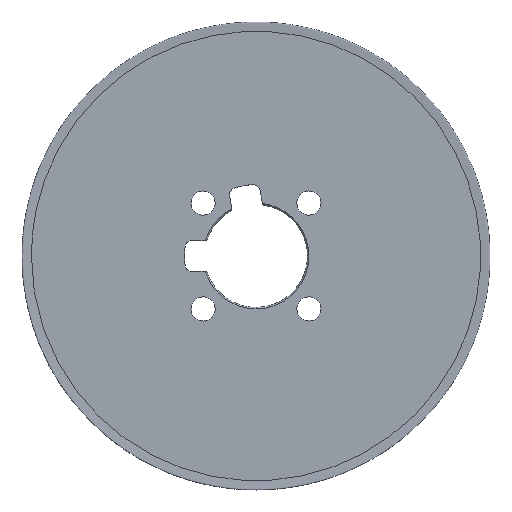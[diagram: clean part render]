
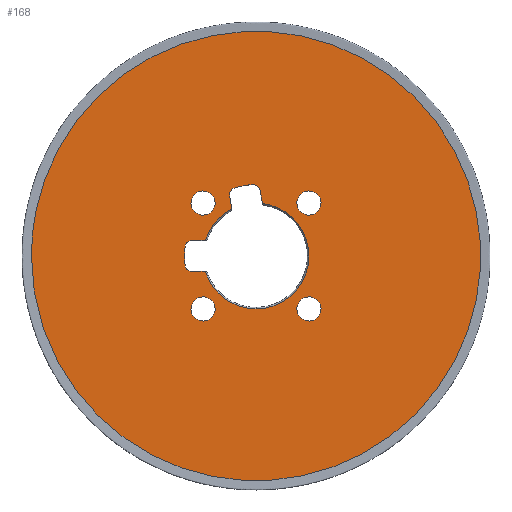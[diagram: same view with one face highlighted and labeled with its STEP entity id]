
A CAD part, top view. The second image highlights one B-rep face of the part: STEP entity #168.
In plain terms, the highlighted planar face has unit normal (0, 0, 1).
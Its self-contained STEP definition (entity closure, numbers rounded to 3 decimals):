
#168=ADVANCED_FACE('TB_SU_5',(#213,#214,#215,#216,#217,#218),#207,.T.);
#207=PLANE('',#901);
#213=FACE_BOUND('',#251,.T.);
#214=FACE_BOUND('',#252,.T.);
#215=FACE_BOUND('',#253,.T.);
#216=FACE_BOUND('',#254,.T.);
#217=FACE_BOUND('',#255,.T.);
#218=FACE_BOUND('',#256,.T.);
#251=EDGE_LOOP('',(#361,#362,#363,#364,#365,#366,#367,#368,#369,#370,#371,
#372,#373,#374,#375,#376,#377,#378));
#252=EDGE_LOOP('',(#379));
#253=EDGE_LOOP('',(#380));
#254=EDGE_LOOP('',(#381));
#255=EDGE_LOOP('',(#382));
#256=EDGE_LOOP('',(#383));
#313=LINE('',#1238,#337);
#314=LINE('',#1246,#338);
#315=LINE('',#1258,#339);
#316=LINE('',#1266,#340);
#337=VECTOR('',#1003,1.);
#338=VECTOR('',#1010,1.);
#339=VECTOR('',#1021,1.);
#340=VECTOR('',#1028,1.);
#361=ORIENTED_EDGE('',*,*,#607,.F.);
#362=ORIENTED_EDGE('',*,*,#608,.T.);
#363=ORIENTED_EDGE('',*,*,#609,.T.);
#364=ORIENTED_EDGE('',*,*,#610,.F.);
#365=ORIENTED_EDGE('',*,*,#611,.T.);
#366=ORIENTED_EDGE('',*,*,#612,.F.);
#367=ORIENTED_EDGE('',*,*,#613,.T.);
#368=ORIENTED_EDGE('',*,*,#614,.T.);
#369=ORIENTED_EDGE('',*,*,#615,.F.);
#370=ORIENTED_EDGE('',*,*,#616,.F.);
#371=ORIENTED_EDGE('',*,*,#617,.F.);
#372=ORIENTED_EDGE('',*,*,#618,.T.);
#373=ORIENTED_EDGE('',*,*,#619,.T.);
#374=ORIENTED_EDGE('',*,*,#620,.F.);
#375=ORIENTED_EDGE('',*,*,#621,.T.);
#376=ORIENTED_EDGE('',*,*,#622,.F.);
#377=ORIENTED_EDGE('',*,*,#623,.T.);
#378=ORIENTED_EDGE('',*,*,#624,.T.);
#379=ORIENTED_EDGE('',*,*,#625,.T.);
#380=ORIENTED_EDGE('',*,*,#626,.F.);
#381=ORIENTED_EDGE('',*,*,#627,.F.);
#382=ORIENTED_EDGE('',*,*,#628,.F.);
#383=ORIENTED_EDGE('',*,*,#629,.F.);
#541=VERTEX_POINT('',#1234);
#542=VERTEX_POINT('',#1235);
#543=VERTEX_POINT('',#1237);
#544=VERTEX_POINT('',#1239);
#545=VERTEX_POINT('',#1241);
#546=VERTEX_POINT('',#1243);
#547=VERTEX_POINT('',#1245);
#548=VERTEX_POINT('',#1247);
#549=VERTEX_POINT('',#1249);
#550=VERTEX_POINT('',#1251);
#551=VERTEX_POINT('',#1253);
#552=VERTEX_POINT('',#1255);
#553=VERTEX_POINT('',#1257);
#554=VERTEX_POINT('',#1259);
#555=VERTEX_POINT('',#1261);
#556=VERTEX_POINT('',#1263);
#557=VERTEX_POINT('',#1265);
#558=VERTEX_POINT('',#1267);
#559=VERTEX_POINT('',#1270);
#560=VERTEX_POINT('',#1272);
#561=VERTEX_POINT('',#1274);
#562=VERTEX_POINT('',#1276);
#563=VERTEX_POINT('',#1278);
#607=EDGE_CURVE('',#541,#542,#697,.T.);
#608=EDGE_CURVE('',#541,#543,#698,.T.);
#609=EDGE_CURVE('',#543,#544,#313,.T.);
#610=EDGE_CURVE('',#545,#544,#699,.T.);
#611=EDGE_CURVE('',#545,#546,#700,.T.);
#612=EDGE_CURVE('',#547,#546,#701,.T.);
#613=EDGE_CURVE('',#547,#548,#314,.T.);
#614=EDGE_CURVE('',#548,#549,#702,.T.);
#615=EDGE_CURVE('',#550,#549,#703,.T.);
#616=EDGE_CURVE('',#551,#550,#704,.T.);
#617=EDGE_CURVE('',#552,#551,#705,.T.);
#618=EDGE_CURVE('',#552,#553,#706,.T.);
#619=EDGE_CURVE('',#553,#554,#315,.T.);
#620=EDGE_CURVE('',#555,#554,#707,.T.);
#621=EDGE_CURVE('',#555,#556,#708,.T.);
#622=EDGE_CURVE('',#557,#556,#709,.T.);
#623=EDGE_CURVE('',#557,#558,#316,.T.);
#624=EDGE_CURVE('',#558,#542,#710,.T.);
#625=EDGE_CURVE('',#559,#559,#711,.T.);
#626=EDGE_CURVE('',#560,#560,#712,.T.);
#627=EDGE_CURVE('',#561,#561,#713,.T.);
#628=EDGE_CURVE('',#562,#562,#714,.T.);
#629=EDGE_CURVE('',#563,#563,#715,.T.);
#697=CIRCLE('',#882,11.305);
#698=CIRCLE('',#883,0.5);
#699=CIRCLE('',#884,1.6);
#700=CIRCLE('',#885,22.);
#701=CIRCLE('',#886,1.6);
#702=CIRCLE('',#887,0.5);
#703=CIRCLE('',#888,11.305);
#704=CIRCLE('',#889,11.305);
#705=CIRCLE('',#890,11.305);
#706=CIRCLE('',#891,0.5);
#707=CIRCLE('',#892,1.6);
#708=CIRCLE('',#893,22.);
#709=CIRCLE('',#894,1.6);
#710=CIRCLE('',#895,0.5);
#711=CIRCLE('',#896,48.775);
#712=CIRCLE('',#897,2.583);
#713=CIRCLE('',#898,2.583);
#714=CIRCLE('',#899,2.583);
#715=CIRCLE('',#900,2.583);
#882=AXIS2_PLACEMENT_3D('',#1233,#999,#1000);
#883=AXIS2_PLACEMENT_3D('',#1236,#1001,#1002);
#884=AXIS2_PLACEMENT_3D('',#1240,#1004,#1005);
#885=AXIS2_PLACEMENT_3D('',#1242,#1006,#1007);
#886=AXIS2_PLACEMENT_3D('',#1244,#1008,#1009);
#887=AXIS2_PLACEMENT_3D('',#1248,#1011,#1012);
#888=AXIS2_PLACEMENT_3D('',#1250,#1013,#1014);
#889=AXIS2_PLACEMENT_3D('',#1252,#1015,#1016);
#890=AXIS2_PLACEMENT_3D('',#1254,#1017,#1018);
#891=AXIS2_PLACEMENT_3D('',#1256,#1019,#1020);
#892=AXIS2_PLACEMENT_3D('',#1260,#1022,#1023);
#893=AXIS2_PLACEMENT_3D('',#1262,#1024,#1025);
#894=AXIS2_PLACEMENT_3D('',#1264,#1026,#1027);
#895=AXIS2_PLACEMENT_3D('',#1268,#1029,#1030);
#896=AXIS2_PLACEMENT_3D('',#1269,#1031,#1032);
#897=AXIS2_PLACEMENT_3D('',#1271,#1033,#1034);
#898=AXIS2_PLACEMENT_3D('',#1273,#1035,#1036);
#899=AXIS2_PLACEMENT_3D('',#1275,#1037,#1038);
#900=AXIS2_PLACEMENT_3D('',#1277,#1039,#1040);
#901=AXIS2_PLACEMENT_3D('',#1279,#1041,#1042);
#999=DIRECTION('',(0.,0.,1.));
#1000=DIRECTION('',(-0.292,-0.956,0.));
#1001=DIRECTION('',(0.,0.,1.));
#1002=DIRECTION('',(-0.292,-0.956,0.));
#1003=DIRECTION('',(-0.174,0.985,0.));
#1004=DIRECTION('',(0.,0.,1.));
#1005=DIRECTION('',(-0.292,-0.956,0.));
#1006=DIRECTION('',(0.,0.,-1.));
#1007=DIRECTION('',(-0.292,-0.956,0.));
#1008=DIRECTION('',(0.,0.,1.));
#1009=DIRECTION('',(-0.292,-0.956,0.));
#1010=DIRECTION('',(0.174,-0.985,0.));
#1011=DIRECTION('',(0.,0.,1.));
#1012=DIRECTION('',(-0.292,-0.956,0.));
#1013=DIRECTION('',(0.,0.,1.));
#1014=DIRECTION('',(-0.292,-0.956,0.));
#1015=DIRECTION('',(0.,0.,1.));
#1016=DIRECTION('',(-0.292,-0.956,0.));
#1017=DIRECTION('',(0.,0.,1.));
#1018=DIRECTION('',(-0.292,-0.956,0.));
#1019=DIRECTION('',(0.,0.,1.));
#1020=DIRECTION('',(-0.292,-0.956,0.));
#1021=DIRECTION('',(-1.,0.,0.));
#1022=DIRECTION('',(0.,0.,1.));
#1023=DIRECTION('',(-0.292,-0.956,0.));
#1024=DIRECTION('',(0.,0.,-1.));
#1025=DIRECTION('',(-0.292,-0.956,0.));
#1026=DIRECTION('',(0.,0.,1.));
#1027=DIRECTION('',(-0.292,-0.956,0.));
#1028=DIRECTION('',(1.,0.,0.));
#1029=DIRECTION('',(0.,0.,1.));
#1030=DIRECTION('',(-0.292,-0.956,0.));
#1031=DIRECTION('',(0.,0.,1.));
#1032=DIRECTION('',(-0.292,-0.956,0.));
#1033=DIRECTION('',(0.,0.,1.));
#1034=DIRECTION('',(-0.292,-0.956,0.));
#1035=DIRECTION('',(0.,0.,1.));
#1036=DIRECTION('',(-0.292,-0.956,0.));
#1037=DIRECTION('',(0.,0.,1.));
#1038=DIRECTION('',(-0.292,-0.956,0.));
#1039=DIRECTION('',(0.,0.,1.));
#1040=DIRECTION('',(-0.292,-0.956,0.));
#1041=DIRECTION('',(0.,0.,1.));
#1042=DIRECTION('',(-0.292,-0.956,0.));
#1233=CARTESIAN_POINT('',(0.,0.,0.));
#1234=CARTESIAN_POINT('',(-5.141,10.069,0.));
#1235=CARTESIAN_POINT('',(-10.809,3.314,0.));
#1236=CARTESIAN_POINT('',(-5.639,10.026,0.));
#1237=CARTESIAN_POINT('',(-5.147,10.113,0.));
#1238=CARTESIAN_POINT('',(-4.742,7.817,0.));
#1239=CARTESIAN_POINT('',(-5.619,12.791,0.));
#1240=CARTESIAN_POINT('',(-4.043,13.069,0.));
#1241=CARTESIAN_POINT('',(-4.452,14.616,0.));
#1242=CARTESIAN_POINT('',(1.173,-6.653,0.));
#1243=CARTESIAN_POINT('',(-0.815,15.257,0.));
#1244=CARTESIAN_POINT('',(-0.67,13.664,0.));
#1245=CARTESIAN_POINT('',(0.905,13.942,0.));
#1246=CARTESIAN_POINT('',(1.782,8.968,0.));
#1247=CARTESIAN_POINT('',(1.378,11.263,0.));
#1248=CARTESIAN_POINT('',(1.87,11.35,0.));
#1249=CARTESIAN_POINT('',(1.387,11.22,0.));
#1250=CARTESIAN_POINT('',(0.,0.,0.));
#1251=CARTESIAN_POINT('',(11.305,0.,0.));
#1252=CARTESIAN_POINT('',(0.,0.,0.));
#1253=CARTESIAN_POINT('',(0.,-11.305,0.));
#1254=CARTESIAN_POINT('',(0.,0.,0.));
#1255=CARTESIAN_POINT('',(-10.809,-3.314,0.));
#1256=CARTESIAN_POINT('',(-10.853,-3.813,0.));
#1257=CARTESIAN_POINT('',(-10.853,-3.313,0.));
#1258=CARTESIAN_POINT('',(-49.075,-3.313,0.));
#1259=CARTESIAN_POINT('',(-13.573,-3.313,0.));
#1260=CARTESIAN_POINT('',(-13.573,-1.713,0.));
#1261=CARTESIAN_POINT('',(-15.167,-1.847,0.));
#1262=CARTESIAN_POINT('',(6.755,0.,0.));
#1263=CARTESIAN_POINT('',(-15.167,1.847,0.));
#1264=CARTESIAN_POINT('',(-13.573,1.713,0.));
#1265=CARTESIAN_POINT('',(-13.573,3.313,0.));
#1266=CARTESIAN_POINT('',(-49.075,3.312,0.));
#1267=CARTESIAN_POINT('',(-10.853,3.313,0.));
#1268=CARTESIAN_POINT('',(-10.853,3.813,0.));
#1269=CARTESIAN_POINT('',(0.,0.,0.));
#1270=CARTESIAN_POINT('',(-14.26,-46.644,0.));
#1271=CARTESIAN_POINT('',(11.314,11.314,0.));
#1272=CARTESIAN_POINT('',(10.559,8.844,0.));
#1273=CARTESIAN_POINT('',(-11.314,11.314,0.));
#1274=CARTESIAN_POINT('',(-12.069,8.844,0.));
#1275=CARTESIAN_POINT('',(-11.314,-11.314,0.));
#1276=CARTESIAN_POINT('',(-12.069,-13.783,0.));
#1277=CARTESIAN_POINT('',(11.314,-11.314,0.));
#1278=CARTESIAN_POINT('',(10.559,-13.783,0.));
#1279=CARTESIAN_POINT('',(-49.075,0.,0.));
